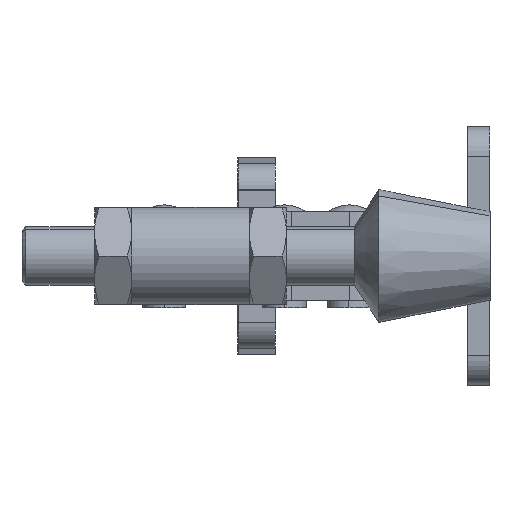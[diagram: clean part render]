
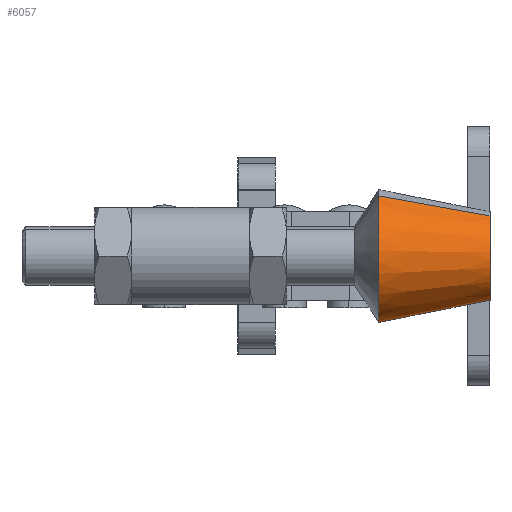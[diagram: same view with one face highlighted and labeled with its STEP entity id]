
A CAD part, left-side view. The second image highlights one B-rep face of the part: STEP entity #6057.
In plain terms, the highlighted conical face has half-angle 11.31 degrees and reference radius 6 mm.
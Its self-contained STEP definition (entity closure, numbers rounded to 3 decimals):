
#85 = VERTEX_POINT ( 'NONE', #3596 ) ;
#659 = CARTESIAN_POINT ( 'NONE',  ( -141.586, 0., 5.417 ) ) ;
#675 = DIRECTION ( 'NONE',  ( 0., -1., 0. ) ) ;
#695 = DIRECTION ( 'NONE',  ( 0., -1., 0. ) ) ;
#847 = AXIS2_PLACEMENT_3D ( 'NONE', #5481, #675, #6294 ) ;
#1538 = AXIS2_PLACEMENT_3D ( 'NONE', #5502, #695, #6311 ) ;
#1888 = CARTESIAN_POINT ( 'NONE',  ( -136.425, 0., -5.417 ) ) ;
#1909 = ORIENTED_EDGE ( 'NONE', *, *, #9824, .F. ) ;
#2249 = CONICAL_SURFACE ( 'NONE', #3180, 6., 0.197 ) ;
#2385 = FACE_OUTER_BOUND ( 'NONE', #5832, .T. ) ;
#2436 = DIRECTION ( 'NONE',  ( -0.43, 0., 0.903 ) ) ;
#2535 = ORIENTED_EDGE ( 'NONE', *, *, #5916, .F. ) ;
#3180 = AXIS2_PLACEMENT_3D ( 'NONE', #3196, #4006, #2436 ) ;
#3196 = CARTESIAN_POINT ( 'NONE',  ( -139.006, 0., 0. ) ) ;
#3596 = CARTESIAN_POINT ( 'NONE',  ( -135.134, 15., -8.125 ) ) ;
#3781 = VERTEX_POINT ( 'NONE', #5872 ) ;
#4006 = DIRECTION ( 'NONE',  ( 0., 1., 0. ) ) ;
#4526 = VECTOR ( 'NONE', #5420, 1000. ) ;
#4611 = DIRECTION ( 'NONE',  ( -0.084, 0.981, 0.177 ) ) ;
#4627 = LINE ( 'NONE', #659, #6788 ) ;
#4842 = CIRCLE ( 'NONE', #847, 6. ) ;
#5127 = VERTEX_POINT ( 'NONE', #7432 ) ;
#5330 = ORIENTED_EDGE ( 'NONE', *, *, #8791, .T. ) ;
#5420 = DIRECTION ( 'NONE',  ( 0.084, 0.981, -0.177 ) ) ;
#5481 = CARTESIAN_POINT ( 'NONE',  ( -139.006, 0., 0. ) ) ;
#5502 = CARTESIAN_POINT ( 'NONE',  ( -139.006, 15., 0. ) ) ;
#5693 = ORIENTED_EDGE ( 'NONE', *, *, #8790, .T. ) ;
#5832 = EDGE_LOOP ( 'NONE', ( #2535, #1909, #5693, #5330 ) ) ;
#5872 = CARTESIAN_POINT ( 'NONE',  ( -142.877, 15., 8.125 ) ) ;
#5916 = EDGE_CURVE ( 'NONE', #6317, #85, #6695, .T. ) ;
#6057 = ADVANCED_FACE ( 'NONE', ( #2385 ), #2249, .T. ) ;
#6294 = DIRECTION ( 'NONE',  ( 0.43, 0., -0.903 ) ) ;
#6311 = DIRECTION ( 'NONE',  ( 0.43, 0., -0.903 ) ) ;
#6317 = VERTEX_POINT ( 'NONE', #1888 ) ;
#6695 = LINE ( 'NONE', #10265, #4526 ) ;
#6788 = VECTOR ( 'NONE', #4611, 1000. ) ;
#7432 = CARTESIAN_POINT ( 'NONE',  ( -141.586, 0., 5.417 ) ) ;
#8643 = CIRCLE ( 'NONE', #1538, 9. ) ;
#8790 = EDGE_CURVE ( 'NONE', #5127, #3781, #4627, .T. ) ;
#8791 = EDGE_CURVE ( 'NONE', #3781, #85, #8643, .T. ) ;
#9824 = EDGE_CURVE ( 'NONE', #5127, #6317, #4842, .T. ) ;
#10265 = CARTESIAN_POINT ( 'NONE',  ( -136.425, 0., -5.417 ) ) ;
